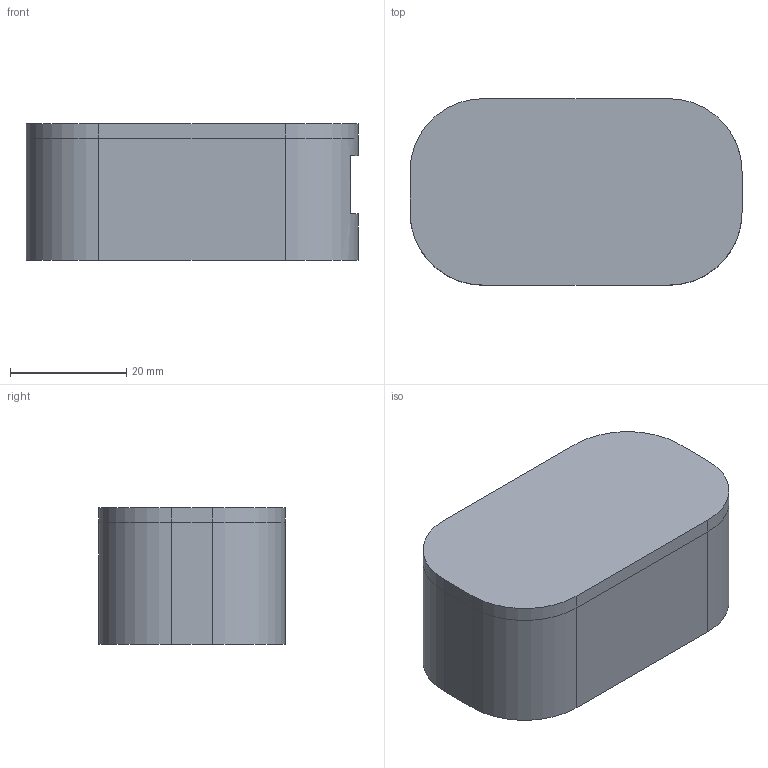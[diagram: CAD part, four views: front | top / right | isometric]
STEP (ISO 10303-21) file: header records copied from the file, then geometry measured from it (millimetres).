
FILE_DESCRIPTION(/* description */ (''),/* implementation_level */ '2;1');
FILE_NAME(/* name */ 'capsule_ver_step.step',/* time_stamp */ '2026-01-06T10:20:06+05:30',/* author */ (''),/* organization */ (''),/* preprocessor_version */ 'ST-DEVELOPER v20.1',/* originating_system */ 'Autodesk Translation Framework v14.21.0.0',/* authorisation */ '');
FILE_SCHEMA (('AUTOMOTIVE_DESIGN { 1 0 10303 214 3 1 1 }'));
Length unit declared in the file: millimetre
Products named in the file (2): 2025-12-15-08-05-04-240; 2025-12-15-08-05-04-241
Assembly tree (1 placements, depth 2):
  2025-12-15-08-05-04-240
    2025-12-15-08-05-04-241
Bounding box: 57 x 32 x 23.5 mm (x, y, z)
Volume: 19418.9 mm3; surface area: 12900.9 mm2
Topology: 2 solids, 2 shells, 53 faces, 140 edges, 92 vertices
Faces by surface type: plane 37, cylinder 16
Entity records: 1704 total; most frequent: DIRECTION 288, CARTESIAN_POINT 288, ORIENTED_EDGE 280, EDGE_CURVE 140, LINE 104, VECTOR 104, VERTEX_POINT 92, AXIS2_PLACEMENT_3D 92
